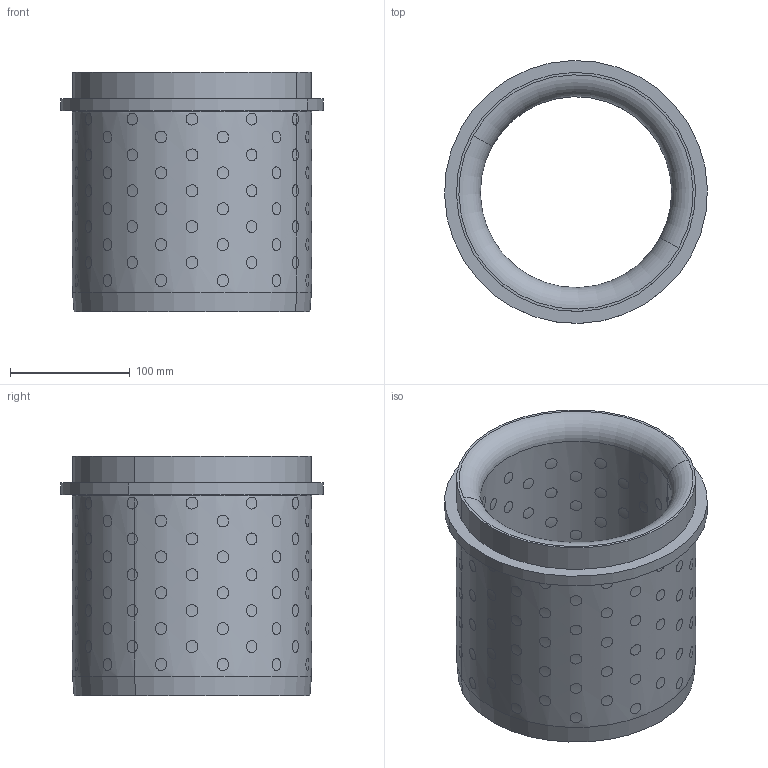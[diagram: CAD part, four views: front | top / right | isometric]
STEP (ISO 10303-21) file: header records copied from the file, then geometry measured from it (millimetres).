
FILE_DESCRIPTION(('CATIA V5 STEP Exchange'),'2;1');
FILE_NAME('RDBG207.160200.stp','2017-03-07T16:20:55+00:00',('none'),('none'),'CATIA Version 5 Release 19 GA (IN-10)','CATIA V5 STEP AP203','none');
FILE_SCHEMA(('CONFIG_CONTROL_DESIGN'));
Length unit declared in the file: millimetre
Products named in the file (1): RDBG207.160200
Bounding box: 219.94 x 219.94 x 200 mm (x, y, z)
Volume: 2284346.2 mm3; surface area: 408637.5 mm2
Topology: 121 solids, 121 shells, 758 faces, 1601 edges, 1072 vertices
Faces by surface type: cylinder 748, torus 4, plane 4, cone 2
Entity records: 25941 total; most frequent: CARTESIAN_POINT 13328, ORIENTED_EDGE 3192, EDGE_CURVE 1596, DIRECTION 1067, VERTEX_POINT 1062, B_SPLINE_CURVE_WITH_KNOTS 1040, EDGE_LOOP 982, ADVANCED_FACE 758
